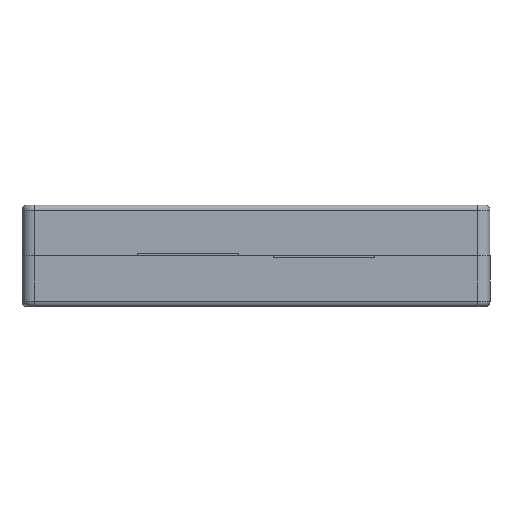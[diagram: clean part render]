
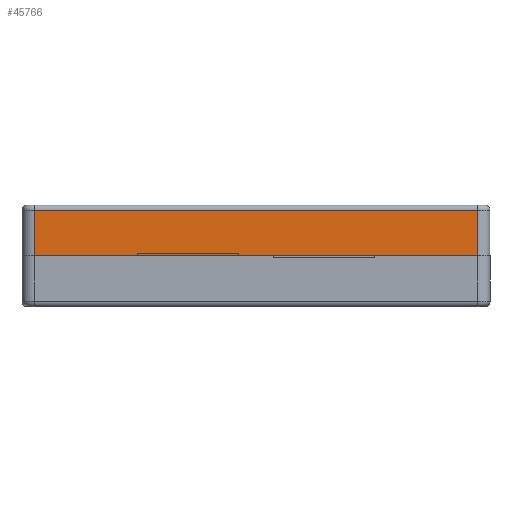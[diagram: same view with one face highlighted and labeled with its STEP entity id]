
A CAD part, top view. The second image highlights one B-rep face of the part: STEP entity #45766.
In plain terms, the highlighted planar face has unit normal (0, 0, 1).
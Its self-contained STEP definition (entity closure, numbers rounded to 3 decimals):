
#362 = LINE ( 'NONE', #17306, #33674 ) ;
#4248 = EDGE_CURVE ( 'NONE', #46876, #22560, #362, .T. ) ;
#5697 = EDGE_LOOP ( 'NONE', ( #13501, #51805, #32226, #12953 ) ) ;
#6010 = CARTESIAN_POINT ( 'NONE',  ( -70.603, 25., 97.583 ) ) ;
#6045 = DIRECTION ( 'NONE',  ( 1., 0., 0. ) ) ;
#6107 = AXIS2_PLACEMENT_3D ( 'NONE', #23278, #48550, #6045 ) ;
#7615 = EDGE_CURVE ( 'NONE', #39021, #22560, #27157, .T. ) ;
#9248 = DIRECTION ( 'NONE',  ( 0., -1., 0. ) ) ;
#12953 = ORIENTED_EDGE ( 'NONE', *, *, #48735, .T. ) ;
#13501 = ORIENTED_EDGE ( 'NONE', *, *, #31685, .T. ) ;
#14084 = DIRECTION ( 'NONE',  ( 0., -1., 0. ) ) ;
#14186 = VECTOR ( 'NONE', #34941, 1000. ) ;
#17128 = CARTESIAN_POINT ( 'NONE',  ( -70.603, 25., 97.583 ) ) ;
#17306 = CARTESIAN_POINT ( 'NONE',  ( 148.397, 25., 97.583 ) ) ;
#22560 = VERTEX_POINT ( 'NONE', #41894 ) ;
#23278 = CARTESIAN_POINT ( 'NONE',  ( 0., 25., 97.583 ) ) ;
#24039 = CARTESIAN_POINT ( 'NONE',  ( 148.397, 25., 97.583 ) ) ;
#27157 = LINE ( 'NONE', #44090, #14186 ) ;
#27188 = CARTESIAN_POINT ( 'NONE',  ( 0., 25., 97.583 ) ) ;
#27734 = DIRECTION ( 'NONE',  ( -1., 0., 0. ) ) ;
#29034 = VECTOR ( 'NONE', #27734, 1000. ) ;
#30827 = CARTESIAN_POINT ( 'NONE',  ( -70.603, 2.5, 97.583 ) ) ;
#31327 = FACE_OUTER_BOUND ( 'NONE', #5697, .T. ) ;
#31685 = EDGE_CURVE ( 'NONE', #32695, #39021, #42688, .T. ) ;
#32226 = ORIENTED_EDGE ( 'NONE', *, *, #4248, .F. ) ;
#32695 = VERTEX_POINT ( 'NONE', #6010 ) ;
#33674 = VECTOR ( 'NONE', #9248, 1000. ) ;
#34941 = DIRECTION ( 'NONE',  ( 1., 0., 0. ) ) ;
#39021 = VERTEX_POINT ( 'NONE', #30827 ) ;
#40077 = VECTOR ( 'NONE', #14084, 1000. ) ;
#41894 = CARTESIAN_POINT ( 'NONE',  ( 148.397, 2.5, 97.583 ) ) ;
#42688 = LINE ( 'NONE', #17128, #40077 ) ;
#43816 = PLANE ( 'NONE',  #6107 ) ;
#44090 = CARTESIAN_POINT ( 'NONE',  ( 148.397, 2.5, 97.583 ) ) ;
#45766 = ADVANCED_FACE ( 'NONE', ( #31327 ), #43816, .T. ) ;
#46876 = VERTEX_POINT ( 'NONE', #24039 ) ;
#48550 = DIRECTION ( 'NONE',  ( 0., 0., 1. ) ) ;
#48735 = EDGE_CURVE ( 'NONE', #46876, #32695, #48857, .T. ) ;
#48857 = LINE ( 'NONE', #27188, #29034 ) ;
#51805 = ORIENTED_EDGE ( 'NONE', *, *, #7615, .T. ) ;
